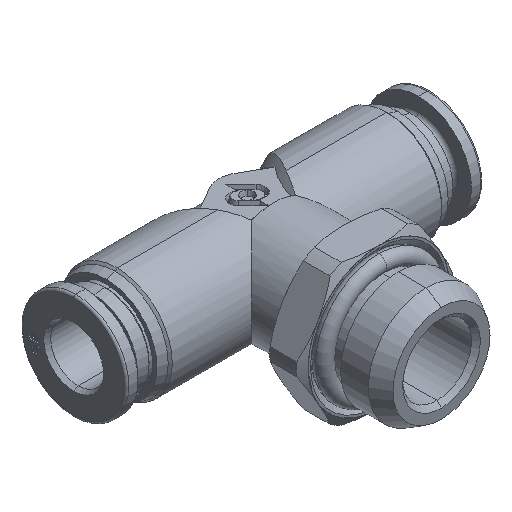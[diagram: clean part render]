
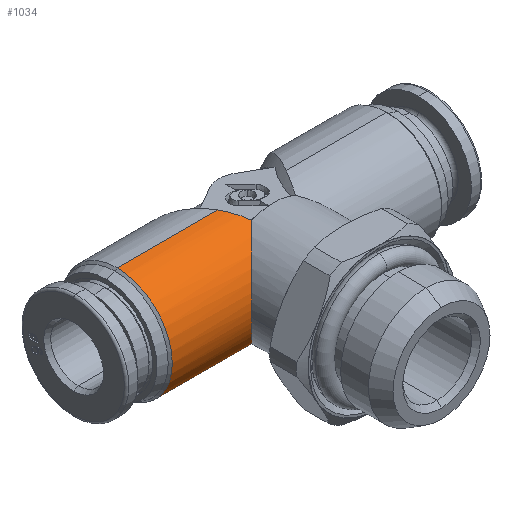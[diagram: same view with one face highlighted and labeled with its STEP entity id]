
A CAD part, isometric view. The second image highlights one B-rep face of the part: STEP entity #1034.
In plain terms, the highlighted cylindrical face has radius 6.25 mm (diameter 12.5 mm), a partial arc.
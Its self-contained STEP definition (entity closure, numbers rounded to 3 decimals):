
#41 = CARTESIAN_POINT ( 'NONE',  ( -17.5, 14.4, 6.25 ) ) ;
#55 = CARTESIAN_POINT ( 'NONE',  ( -2.467, 11.933, 5.742 ) ) ;
#331 = B_SPLINE_CURVE_WITH_KNOTS ( 'NONE', 3,
 ( #7725, #9938, #8837, #1979, #9994, #3177 ),
 .UNSPECIFIED., .F., .F.,
 ( 4, 2, 4 ),
 ( 0., 0.501, 1. ),
 .UNSPECIFIED. ) ;
#482 = CARTESIAN_POINT ( 'NONE',  ( -4.833, 9.567, 4.726 ) ) ;
#592 = VERTEX_POINT ( 'NONE', #13842 ) ;
#593 = CARTESIAN_POINT ( 'NONE',  ( -6.25, 8.15, 2.575 ) ) ;
#814 = ORIENTED_EDGE ( 'NONE', *, *, #4987, .F. ) ;
#1034 = ADVANCED_FACE ( 'NONE', ( #7284 ), #14823, .T. ) ;
#1102 = CARTESIAN_POINT ( 'NONE',  ( -2.956, 12.779, 6.05 ) ) ;
#1104 = CARTESIAN_POINT ( 'NONE',  ( -6.25, 8.15, 0. ) ) ;
#1132 = DIRECTION ( 'NONE',  ( 0., 0., 1. ) ) ;
#1335 = VERTEX_POINT ( 'NONE', #9894 ) ;
#1979 = CARTESIAN_POINT ( 'NONE',  ( -3.419, 13.581, -6.209 ) ) ;
#2329 = CARTESIAN_POINT ( 'NONE',  ( -17.5, 14.4, 0. ) ) ;
#2342 = DIRECTION ( 'NONE',  ( -1., 0., 0. ) ) ;
#2351 = CARTESIAN_POINT ( 'NONE',  ( -2.511, 12.008, 5.774 ) ) ;
#2410 = CARTESIAN_POINT ( 'NONE',  ( -15.268, 14.4, 6.25 ) ) ;
#3008 = VERTEX_POINT ( 'NONE', #55 ) ;
#3177 = CARTESIAN_POINT ( 'NONE',  ( -3.89, 14.397, -6.25 ) ) ;
#3450 = CARTESIAN_POINT ( 'NONE',  ( -2.482, 11.958, -5.753 ) ) ;
#3832 = ORIENTED_EDGE ( 'NONE', *, *, #4044, .F. ) ;
#3988 = DIRECTION ( 'NONE',  ( -1., 0., 0. ) ) ;
#4021 = CARTESIAN_POINT ( 'NONE',  ( -6.25, 8.15, 0. ) ) ;
#4044 = EDGE_CURVE ( 'NONE', #10942, #9414, #11346, .T. ) ;
#4357 = LINE ( 'NONE', #41, #10059 ) ;
#4464 = CARTESIAN_POINT ( 'NONE',  ( -2.511, 12.008, 5.774 ) ) ;
#4626 = CARTESIAN_POINT ( 'NONE',  ( -3.892, 14.4, 6.25 ) ) ;
#4687 =( BOUNDED_CURVE ( )  B_SPLINE_CURVE ( 3, ( #8983, #6738, #11304, #4464 ),
 .UNSPECIFIED., .F., .F. ) 
 B_SPLINE_CURVE_WITH_KNOTS ( ( 4, 4 ),
 ( 4.307, 4.32 ),
 .UNSPECIFIED. ) 
 CURVE ( )  GEOMETRIC_REPRESENTATION_ITEM ( )  RATIONAL_B_SPLINE_CURVE ( ( 1., 1., 1., 1. ) ) 
 REPRESENTATION_ITEM ( '' )  );
#4763 = CARTESIAN_POINT ( 'NONE',  ( -15.268, 14.4, 0. ) ) ;
#4987 = EDGE_CURVE ( 'NONE', #9414, #592, #12747, .T. ) ;
#5437 = CARTESIAN_POINT ( 'NONE',  ( -2.467, 11.933, -5.742 ) ) ;
#5686 = VERTEX_POINT ( 'NONE', #11649 ) ;
#5833 = EDGE_CURVE ( 'NONE', #1335, #10922, #11966, .T. ) ;
#5889 = DIRECTION ( 'NONE',  ( 0., 0., -1. ) ) ;
#6028 = EDGE_CURVE ( 'NONE', #1335, #11271, #4357, .T. ) ;
#6161 = ORIENTED_EDGE ( 'NONE', *, *, #6028, .T. ) ;
#6251 = ORIENTED_EDGE ( 'NONE', *, *, #11901, .T. ) ;
#6443 = CARTESIAN_POINT ( 'NONE',  ( -3.89, 14.397, -6.25 ) ) ;
#6726 = EDGE_CURVE ( 'NONE', #12446, #10868, #12148, .T. ) ;
#6738 = CARTESIAN_POINT ( 'NONE',  ( -2.482, 11.958, 5.753 ) ) ;
#6825 = ORIENTED_EDGE ( 'NONE', *, *, #6726, .F. ) ;
#6919 = CARTESIAN_POINT ( 'NONE',  ( -2.511, 12.008, -5.774 ) ) ;
#6924 = EDGE_CURVE ( 'NONE', #11271, #592, #9454, .T. ) ;
#7183 = ORIENTED_EDGE ( 'NONE', *, *, #12825, .F. ) ;
#7284 = FACE_OUTER_BOUND ( 'NONE', #12281, .T. ) ;
#7594 = CARTESIAN_POINT ( 'NONE',  ( -3.892, 14.4, -6.25 ) ) ;
#7709 = ORIENTED_EDGE ( 'NONE', *, *, #12533, .F. ) ;
#7725 = CARTESIAN_POINT ( 'NONE',  ( -2.511, 12.008, -5.774 ) ) ;
#7832 = CARTESIAN_POINT ( 'NONE',  ( -3.89, 14.397, -6.25 ) ) ;
#8051 = CARTESIAN_POINT ( 'NONE',  ( -3.419, 13.582, 6.21 ) ) ;
#8727 = CARTESIAN_POINT ( 'NONE',  ( -6.25, 8.15, 0. ) ) ;
#8837 = CARTESIAN_POINT ( 'NONE',  ( -2.956, 12.779, -6.05 ) ) ;
#8983 = CARTESIAN_POINT ( 'NONE',  ( -2.467, 11.933, 5.742 ) ) ;
#9195 = CARTESIAN_POINT ( 'NONE',  ( -2.729, 12.386, 5.931 ) ) ;
#9198 = CARTESIAN_POINT ( 'NONE',  ( -2.467, 11.933, -5.742 ) ) ;
#9414 = VERTEX_POINT ( 'NONE', #13399 ) ;
#9445 = ORIENTED_EDGE ( 'NONE', *, *, #5833, .F. ) ;
#9454 = CIRCLE ( 'NONE', #13321, 6.25 ) ;
#9711 = VECTOR ( 'NONE', #3988, 1000. ) ;
#9894 = CARTESIAN_POINT ( 'NONE',  ( -3.892, 14.4, 6.25 ) ) ;
#9938 = CARTESIAN_POINT ( 'NONE',  ( -2.729, 12.386, -5.931 ) ) ;
#9994 = CARTESIAN_POINT ( 'NONE',  ( -3.654, 13.989, -6.25 ) ) ;
#10059 = VECTOR ( 'NONE', #13929, 1000. ) ;
#10114 = ORIENTED_EDGE ( 'NONE', *, *, #6924, .T. ) ;
#10215 = CARTESIAN_POINT ( 'NONE',  ( -4.833, 9.567, -4.726 ) ) ;
#10279 = CARTESIAN_POINT ( 'NONE',  ( -2.467, 11.933, -5.742 ) ) ;
#10818 = CARTESIAN_POINT ( 'NONE',  ( -17.5, 14.4, -6.25 ) ) ;
#10868 = VERTEX_POINT ( 'NONE', #5437 ) ;
#10922 = VERTEX_POINT ( 'NONE', #12333 ) ;
#10942 = VERTEX_POINT ( 'NONE', #7832 ) ;
#10986 = CARTESIAN_POINT ( 'NONE',  ( -3.891, 14.399, -6.25 ) ) ;
#11271 = VERTEX_POINT ( 'NONE', #2410 ) ;
#11304 = CARTESIAN_POINT ( 'NONE',  ( -2.496, 11.983, 5.764 ) ) ;
#11346 = B_SPLINE_CURVE_WITH_KNOTS ( 'NONE', 3,
 ( #6443, #12041, #10986, #7594 ),
 .UNSPECIFIED., .F., .F.,
 ( 4, 4 ),
 ( 0., 0.003 ),
 .UNSPECIFIED. ) ;
#11418 = CARTESIAN_POINT ( 'NONE',  ( -6.25, 8.15, -2.575 ) ) ;
#11649 = CARTESIAN_POINT ( 'NONE',  ( -2.511, 12.008, -5.774 ) ) ;
#11745 = ORIENTED_EDGE ( 'NONE', *, *, #11782, .F. ) ;
#11782 = EDGE_CURVE ( 'NONE', #5686, #10942, #331, .T. ) ;
#11901 = EDGE_CURVE ( 'NONE', #3008, #10922, #4687, .T. ) ;
#11906 = AXIS2_PLACEMENT_3D ( 'NONE', #2329, #2342, #1132 ) ;
#11966 = B_SPLINE_CURVE_WITH_KNOTS ( 'NONE', 3,
 ( #4626, #12590, #8051, #1102, #9195, #2351 ),
 .UNSPECIFIED., .F., .F.,
 ( 4, 2, 4 ),
 ( 0., 0.5, 1. ),
 .UNSPECIFIED. ) ;
#12041 = CARTESIAN_POINT ( 'NONE',  ( -3.89, 14.398, -6.25 ) ) ;
#12148 =( BOUNDED_CURVE ( )  B_SPLINE_CURVE ( 3, ( #1104, #11418, #10215, #9198 ),
 .UNSPECIFIED., .F., .F. ) 
 B_SPLINE_CURVE_WITH_KNOTS ( ( 4, 4 ),
 ( 0., 1.165 ),
 .UNSPECIFIED. ) 
 CURVE ( )  GEOMETRIC_REPRESENTATION_ITEM ( )  RATIONAL_B_SPLINE_CURVE ( ( 1., 0.89, 0.89, 1. ) ) 
 REPRESENTATION_ITEM ( '' )  );
#12186 = B_SPLINE_CURVE_WITH_KNOTS ( 'NONE', 3,
 ( #10279, #3450, #13655, #6919 ),
 .UNSPECIFIED., .F., .F.,
 ( 4, 4 ),
 ( 0.008, 0.008 ),
 .UNSPECIFIED. ) ;
#12281 = EDGE_LOOP ( 'NONE', ( #814, #3832, #11745, #7183, #6825, #7709, #6251, #9445, #6161, #10114 ) ) ;
#12333 = CARTESIAN_POINT ( 'NONE',  ( -2.511, 12.008, 5.774 ) ) ;
#12446 = VERTEX_POINT ( 'NONE', #4021 ) ;
#12533 = EDGE_CURVE ( 'NONE', #3008, #12446, #13833, .T. ) ;
#12590 = CARTESIAN_POINT ( 'NONE',  ( -3.655, 13.991, 6.25 ) ) ;
#12713 = DIRECTION ( 'NONE',  ( 1., 0., 0. ) ) ;
#12747 = LINE ( 'NONE', #10818, #9711 ) ;
#12825 = EDGE_CURVE ( 'NONE', #10868, #5686, #12186, .T. ) ;
#13247 = CARTESIAN_POINT ( 'NONE',  ( -2.467, 11.933, 5.742 ) ) ;
#13321 = AXIS2_PLACEMENT_3D ( 'NONE', #4763, #12713, #5889 ) ;
#13399 = CARTESIAN_POINT ( 'NONE',  ( -3.892, 14.4, -6.25 ) ) ;
#13655 = CARTESIAN_POINT ( 'NONE',  ( -2.496, 11.983, -5.764 ) ) ;
#13833 =( BOUNDED_CURVE ( )  B_SPLINE_CURVE ( 3, ( #13247, #482, #593, #8727 ),
 .UNSPECIFIED., .F., .T. ) 
 B_SPLINE_CURVE_WITH_KNOTS ( ( 4, 4 ),
 ( 5.118, 6.283 ),
 .UNSPECIFIED. ) 
 CURVE ( )  GEOMETRIC_REPRESENTATION_ITEM ( )  RATIONAL_B_SPLINE_CURVE ( ( 1., 0.89, 0.89, 1. ) ) 
 REPRESENTATION_ITEM ( '' )  );
#13842 = CARTESIAN_POINT ( 'NONE',  ( -15.268, 14.4, -6.25 ) ) ;
#13929 = DIRECTION ( 'NONE',  ( -1., 0., 0. ) ) ;
#14823 = CYLINDRICAL_SURFACE ( 'NONE', #11906, 6.25 ) ;
